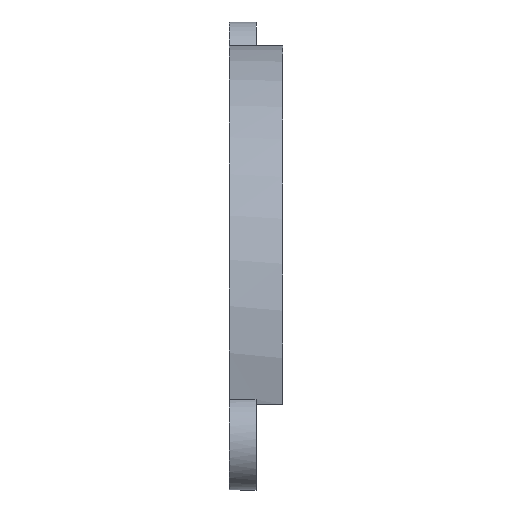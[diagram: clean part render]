
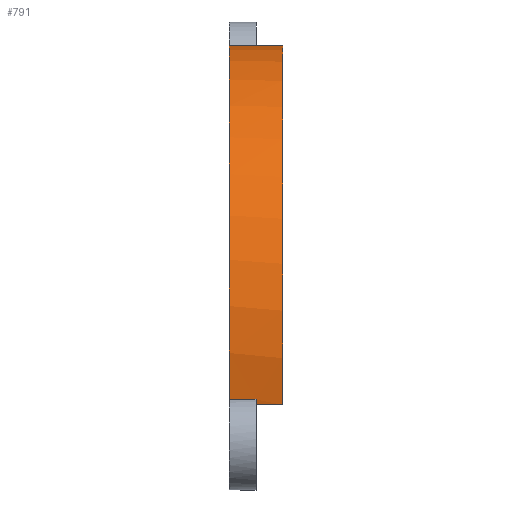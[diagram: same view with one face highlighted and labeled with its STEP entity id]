
A CAD part, left-side view. The second image highlights one B-rep face of the part: STEP entity #791.
In plain terms, the highlighted cylindrical face has radius 21.5 mm (diameter 43 mm), a partial arc.
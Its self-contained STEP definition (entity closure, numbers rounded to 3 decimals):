
#33 = FACE_OUTER_BOUND ( 'NONE', #985, .T. ) ;
#52 = LINE ( 'NONE', #439, #236 ) ;
#139 = VECTOR ( 'NONE', #645, 1000. ) ;
#155 = CARTESIAN_POINT ( 'NONE',  ( 0., -7., 21.5 ) ) ;
#186 = AXIS2_PLACEMENT_3D ( 'NONE', #969, #741, #965 ) ;
#216 = DIRECTION ( 'NONE',  ( 0., 0., 1. ) ) ;
#219 = CIRCLE ( 'NONE', #799, 21.5 ) ;
#236 = VECTOR ( 'NONE', #514, 1000. ) ;
#237 = VECTOR ( 'NONE', #617, 1000. ) ;
#248 = ORIENTED_EDGE ( 'NONE', *, *, #955, .T. ) ;
#256 = DIRECTION ( 'NONE',  ( 0., 0., 1. ) ) ;
#298 = EDGE_CURVE ( 'NONE', #388, #378, #692, .T. ) ;
#350 = CARTESIAN_POINT ( 'NONE',  ( -20.873, -4., -5.154 ) ) ;
#371 = ORIENTED_EDGE ( 'NONE', *, *, #511, .F. ) ;
#378 = VERTEX_POINT ( 'NONE', #866 ) ;
#388 = VERTEX_POINT ( 'NONE', #858 ) ;
#421 = ORIENTED_EDGE ( 'NONE', *, *, #298, .F. ) ;
#422 = DIRECTION ( 'NONE',  ( 0., 1., 0. ) ) ;
#423 = CARTESIAN_POINT ( 'NONE',  ( 0., -3., 21.5 ) ) ;
#426 = AXIS2_PLACEMENT_3D ( 'NONE', #790, #422, #256 ) ;
#429 = LINE ( 'NONE', #350, #139 ) ;
#438 = DIRECTION ( 'NONE',  ( 0., 1., 0. ) ) ;
#439 = CARTESIAN_POINT ( 'NONE',  ( 0., -7., 21.5 ) ) ;
#452 = VERTEX_POINT ( 'NONE', #423 ) ;
#453 = CARTESIAN_POINT ( 'NONE',  ( -20.873, -5., -5.154 ) ) ;
#456 = VERTEX_POINT ( 'NONE', #714 ) ;
#471 = ORIENTED_EDGE ( 'NONE', *, *, #568, .F. ) ;
#473 = EDGE_CURVE ( 'NONE', #512, #456, #429, .T. ) ;
#475 = CIRCLE ( 'NONE', #876, 21.5 ) ;
#511 = EDGE_CURVE ( 'NONE', #378, #512, #475, .T. ) ;
#512 = VERTEX_POINT ( 'NONE', #453 ) ;
#514 = DIRECTION ( 'NONE',  ( 0., 1., 0. ) ) ;
#531 = EDGE_CURVE ( 'NONE', #452, #456, #811, .T. ) ;
#568 = EDGE_CURVE ( 'NONE', #843, #388, #219, .T. ) ;
#571 = CYLINDRICAL_SURFACE ( 'NONE', #426, 21.5 ) ;
#597 = CARTESIAN_POINT ( 'NONE',  ( 0., -7., 0. ) ) ;
#617 = DIRECTION ( 'NONE',  ( 0., 1., 0. ) ) ;
#621 = CARTESIAN_POINT ( 'NONE',  ( -20.767, -7., -5.565 ) ) ;
#645 = DIRECTION ( 'NONE',  ( 0., 1., 0. ) ) ;
#692 = LINE ( 'NONE', #621, #237 ) ;
#714 = CARTESIAN_POINT ( 'NONE',  ( -20.873, -3., -5.154 ) ) ;
#741 = DIRECTION ( 'NONE',  ( 0., -1., 0. ) ) ;
#766 = ORIENTED_EDGE ( 'NONE', *, *, #531, .T. ) ;
#777 = ORIENTED_EDGE ( 'NONE', *, *, #473, .F. ) ;
#790 = CARTESIAN_POINT ( 'NONE',  ( 0., -7., 0. ) ) ;
#791 = ADVANCED_FACE ( 'NONE', ( #33 ), #571, .T. ) ;
#799 = AXIS2_PLACEMENT_3D ( 'NONE', #597, #898, #890 ) ;
#811 = CIRCLE ( 'NONE', #186, 21.5 ) ;
#815 = CARTESIAN_POINT ( 'NONE',  ( 0., -5., 0. ) ) ;
#843 = VERTEX_POINT ( 'NONE', #155 ) ;
#858 = CARTESIAN_POINT ( 'NONE',  ( -20.767, -7., -5.565 ) ) ;
#866 = CARTESIAN_POINT ( 'NONE',  ( -20.767, -5., -5.565 ) ) ;
#876 = AXIS2_PLACEMENT_3D ( 'NONE', #815, #438, #216 ) ;
#890 = DIRECTION ( 'NONE',  ( 0., 0., -1. ) ) ;
#898 = DIRECTION ( 'NONE',  ( 0., -1., 0. ) ) ;
#955 = EDGE_CURVE ( 'NONE', #843, #452, #52, .T. ) ;
#965 = DIRECTION ( 'NONE',  ( 0., 0., -1. ) ) ;
#969 = CARTESIAN_POINT ( 'NONE',  ( 0., -3., 0. ) ) ;
#985 = EDGE_LOOP ( 'NONE', ( #471, #248, #766, #777, #371, #421 ) ) ;
